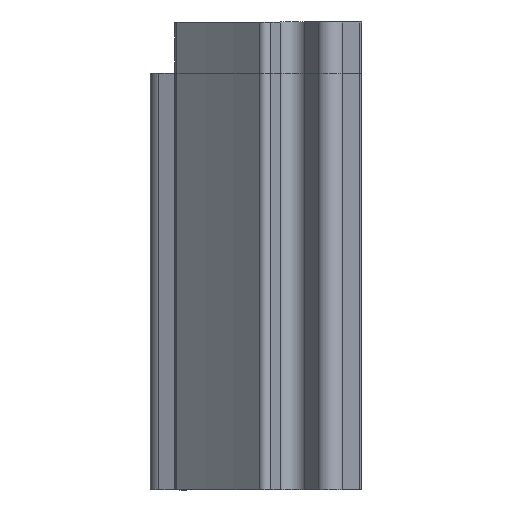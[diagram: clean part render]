
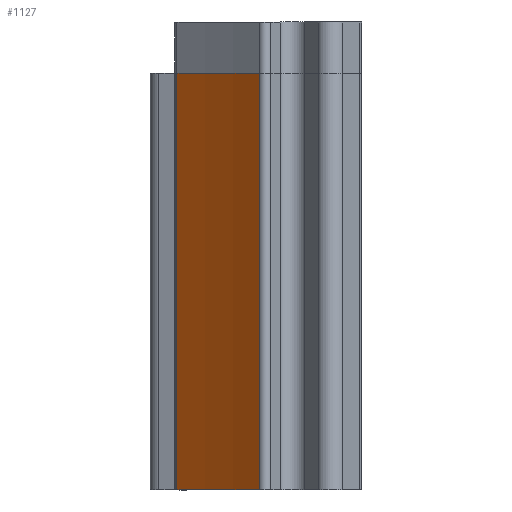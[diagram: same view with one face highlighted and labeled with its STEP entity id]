
A CAD part, left-side view. The second image highlights one B-rep face of the part: STEP entity #1127.
In plain terms, the highlighted cylindrical face has radius 40.386 mm (diameter 80.771 mm), a partial arc.
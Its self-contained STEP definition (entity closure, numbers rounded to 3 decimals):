
#51=CYLINDRICAL_SURFACE('',#1260,40.386);
#105=FACE_OUTER_BOUND('',#165,.T.);
#165=EDGE_LOOP('',(#1007,#1008,#1009,#1010));
#260=LINE('',#1965,#358);
#266=LINE('',#1994,#364);
#358=VECTOR('',#1552,0.2);
#364=VECTOR('',#1576,10.);
#427=CIRCLE('',#1238,40.386);
#434=CIRCLE('',#1254,40.386);
#514=VERTEX_POINT('',#1869);
#531=VERTEX_POINT('',#1909);
#541=VERTEX_POINT('',#1964);
#542=VERTEX_POINT('',#1968);
#678=EDGE_CURVE('',#514,#531,#427,.T.);
#696=EDGE_CURVE('',#514,#541,#260,.T.);
#698=EDGE_CURVE('',#542,#541,#434,.T.);
#710=EDGE_CURVE('',#542,#531,#266,.T.);
#1007=ORIENTED_EDGE('',*,*,#678,.T.);
#1008=ORIENTED_EDGE('',*,*,#710,.F.);
#1009=ORIENTED_EDGE('',*,*,#698,.T.);
#1010=ORIENTED_EDGE('',*,*,#696,.F.);
#1127=ADVANCED_FACE('',(#105),#51,.F.);
#1238=AXIS2_PLACEMENT_3D('',#1915,#1513,#1514);
#1254=AXIS2_PLACEMENT_3D('',#1969,#1557,#1558);
#1260=AXIS2_PLACEMENT_3D('',#1993,#1574,#1575);
#1513=DIRECTION('center_axis',(0.,0.,1.));
#1514=DIRECTION('ref_axis',(0.807,-0.59,0.));
#1552=DIRECTION('',(0.,0.,-1.));
#1557=DIRECTION('center_axis',(0.,0.,-1.));
#1558=DIRECTION('ref_axis',(0.807,-0.59,0.));
#1574=DIRECTION('center_axis',(0.,0.,1.));
#1575=DIRECTION('ref_axis',(0.807,-0.59,0.));
#1576=DIRECTION('',(0.,0.,1.));
#1869=CARTESIAN_POINT('',(-15.132,-37.655,17.8));
#1909=CARTESIAN_POINT('',(-12.896,-35.31,17.8));
#1915=CARTESIAN_POINT('Origin',(-43.227,-8.644,17.8));
#1964=CARTESIAN_POINT('',(-15.132,-37.655,6.));
#1965=CARTESIAN_POINT('',(-15.132,-37.655,6.));
#1968=CARTESIAN_POINT('',(-12.896,-35.31,6.));
#1969=CARTESIAN_POINT('Origin',(-43.227,-8.644,6.));
#1993=CARTESIAN_POINT('Origin',(-43.227,-8.644,6.));
#1994=CARTESIAN_POINT('',(-12.896,-35.31,6.));
